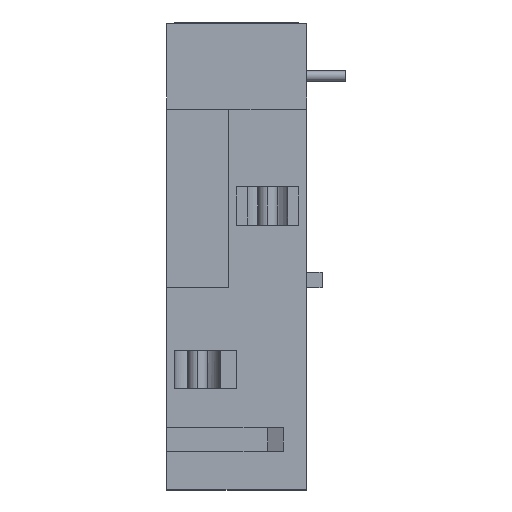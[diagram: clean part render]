
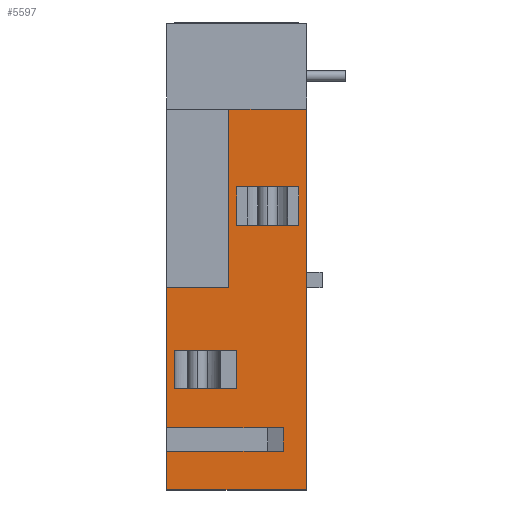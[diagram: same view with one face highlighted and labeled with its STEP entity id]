
A CAD part, front view. The second image highlights one B-rep face of the part: STEP entity #5597.
In plain terms, the highlighted planar face has unit normal (0, -1, 0).
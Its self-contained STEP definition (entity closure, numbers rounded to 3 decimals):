
#820=DIRECTION('',(0.,0.,-1.));
#821=VECTOR('',#820,26.);
#822=CARTESIAN_POINT('',(8.998,-43.,26.));
#823=LINE('',#822,#821);
#848=DIRECTION('',(0.,0.,-1.));
#849=VECTOR('',#848,21.);
#850=CARTESIAN_POINT('',(8.998,-43.,49.));
#851=LINE('',#850,#849);
#1423=DIRECTION('',(0.,0.,1.));
#1424=VECTOR('',#1423,5.);
#1425=CARTESIAN_POINT('',(-9.002,-43.,0.));
#1426=LINE('',#1425,#1424);
#1507=DIRECTION('',(0.,0.,1.));
#1508=VECTOR('',#1507,18.);
#1509=CARTESIAN_POINT('',(-9.002,-43.,8.));
#1510=LINE('',#1509,#1508);
#1585=DIRECTION('',(-1.,0.,0.));
#1586=VECTOR('',#1585,15.);
#1587=CARTESIAN_POINT('',(5.998,-43.,8.));
#1588=LINE('',#1587,#1586);
#1627=DIRECTION('',(1.,0.,0.));
#1628=VECTOR('',#1627,15.);
#1629=CARTESIAN_POINT('',(-9.002,-43.,5.));
#1630=LINE('',#1629,#1628);
#1648=DIRECTION('',(0.,0.,1.));
#1649=VECTOR('',#1648,3.);
#1650=CARTESIAN_POINT('',(5.998,-43.,5.));
#1651=LINE('',#1650,#1649);
#1655=DIRECTION('',(1.,0.,0.));
#1656=VECTOR('',#1655,18.);
#1657=CARTESIAN_POINT('',(-9.002,-43.,0.));
#1658=LINE('',#1657,#1656);
#1685=DIRECTION('',(1.,0.,0.));
#1686=VECTOR('',#1685,8.);
#1687=CARTESIAN_POINT('',(-9.002,-43.,26.));
#1688=LINE('',#1687,#1686);
#1757=DIRECTION('',(-1.,0.,0.));
#1758=VECTOR('',#1757,8.);
#1759=CARTESIAN_POINT('',(-0.002,-43.,18.));
#1760=LINE('',#1759,#1758);
#1785=DIRECTION('',(0.,0.,-1.));
#1786=VECTOR('',#1785,5.);
#1787=CARTESIAN_POINT('',(-8.002,-43.,18.));
#1788=LINE('',#1787,#1786);
#1896=DIRECTION('',(1.,0.,0.));
#1897=VECTOR('',#1896,8.);
#1898=CARTESIAN_POINT('',(-8.002,-43.,13.));
#1899=LINE('',#1898,#1897);
#1952=DIRECTION('',(0.,0.,1.));
#1953=VECTOR('',#1952,5.);
#1954=CARTESIAN_POINT('',(-0.002,-43.,13.));
#1955=LINE('',#1954,#1953);
#1966=DIRECTION('',(1.,0.,0.));
#1967=VECTOR('',#1966,10.);
#1968=CARTESIAN_POINT('',(-1.002,-43.,49.));
#1969=LINE('',#1968,#1967);
#2017=DIRECTION('',(0.,0.,1.));
#2018=VECTOR('',#2017,23.);
#2019=CARTESIAN_POINT('',(-1.002,-43.,26.));
#2020=LINE('',#2019,#2018);
#2147=DIRECTION('',(-1.,0.,0.));
#2148=VECTOR('',#2147,8.);
#2149=CARTESIAN_POINT('',(7.998,-43.,39.));
#2150=LINE('',#2149,#2148);
#2161=DIRECTION('',(0.,0.,-1.));
#2162=VECTOR('',#2161,5.);
#2163=CARTESIAN_POINT('',(-0.002,-43.,39.));
#2164=LINE('',#2163,#2162);
#2168=DIRECTION('',(1.,0.,0.));
#2169=VECTOR('',#2168,8.);
#2170=CARTESIAN_POINT('',(-0.002,-43.,34.));
#2171=LINE('',#2170,#2169);
#2182=DIRECTION('',(0.,0.,1.));
#2183=VECTOR('',#2182,5.);
#2184=CARTESIAN_POINT('',(7.998,-43.,34.));
#2185=LINE('',#2184,#2183);
#2196=DIRECTION('',(0.,0.,-1.));
#2197=VECTOR('',#2196,2.);
#2198=CARTESIAN_POINT('',(8.998,-43.,28.));
#2199=LINE('',#2198,#2197);
#4002=CARTESIAN_POINT('',(8.998,-43.,0.));
#4003=VERTEX_POINT('',#4002);
#4004=CARTESIAN_POINT('',(-9.002,-43.,0.));
#4005=VERTEX_POINT('',#4004);
#4006=CARTESIAN_POINT('',(5.998,-43.,5.));
#4007=CARTESIAN_POINT('',(5.998,-43.,8.));
#4008=VERTEX_POINT('',#4006);
#4009=VERTEX_POINT('',#4007);
#4010=CARTESIAN_POINT('',(-9.002,-43.,5.));
#4011=VERTEX_POINT('',#4010);
#4012=CARTESIAN_POINT('',(8.998,-43.,26.));
#4013=VERTEX_POINT('',#4012);
#4014=CARTESIAN_POINT('',(8.998,-43.,28.));
#4015=VERTEX_POINT('',#4014);
#4016=CARTESIAN_POINT('',(8.998,-43.,49.));
#4017=VERTEX_POINT('',#4016);
#4018=CARTESIAN_POINT('',(-1.002,-43.,49.));
#4019=VERTEX_POINT('',#4018);
#4020=CARTESIAN_POINT('',(-1.002,-43.,26.));
#4021=VERTEX_POINT('',#4020);
#4022=CARTESIAN_POINT('',(-9.002,-43.,26.));
#4023=VERTEX_POINT('',#4022);
#4024=CARTESIAN_POINT('',(-9.002,-43.,8.));
#4025=VERTEX_POINT('',#4024);
#4026=CARTESIAN_POINT('',(-8.002,-43.,13.));
#4027=CARTESIAN_POINT('',(-0.002,-43.,13.));
#4028=VERTEX_POINT('',#4026);
#4029=VERTEX_POINT('',#4027);
#4030=CARTESIAN_POINT('',(-8.002,-43.,18.));
#4031=VERTEX_POINT('',#4030);
#4032=CARTESIAN_POINT('',(-0.002,-43.,18.));
#4033=VERTEX_POINT('',#4032);
#4034=CARTESIAN_POINT('',(-0.002,-43.,39.));
#4035=CARTESIAN_POINT('',(-0.002,-43.,34.));
#4036=VERTEX_POINT('',#4034);
#4037=VERTEX_POINT('',#4035);
#4038=CARTESIAN_POINT('',(7.998,-43.,39.));
#4039=VERTEX_POINT('',#4038);
#4040=CARTESIAN_POINT('',(7.998,-43.,34.));
#4041=VERTEX_POINT('',#4040);
#5553=CARTESIAN_POINT('',(-10.814,-43.,53.912));
#5554=DIRECTION('',(0.,-1.,0.));
#5555=DIRECTION('',(1.,0.,0.));
#5556=AXIS2_PLACEMENT_3D('',#5553,#5554,#5555);
#5557=PLANE('',#5556);
#5558=ORIENTED_EDGE('',*,*,#5540,.T.);
#5559=ORIENTED_EDGE('',*,*,#5477,.T.);
#5560=ORIENTED_EDGE('',*,*,#5415,.T.);
#5562=ORIENTED_EDGE('',*,*,#5561,.T.);
#5564=ORIENTED_EDGE('',*,*,#5563,.T.);
#5566=ORIENTED_EDGE('',*,*,#5565,.T.);
#5567=ORIENTED_EDGE('',*,*,#4769,.T.);
#5569=ORIENTED_EDGE('',*,*,#5568,.T.);
#5570=ORIENTED_EDGE('',*,*,#4761,.T.);
#5572=ORIENTED_EDGE('',*,*,#5571,.F.);
#5573=ORIENTED_EDGE('',*,*,#5384,.T.);
#5574=ORIENTED_EDGE('',*,*,#5519,.T.);
#5575=EDGE_LOOP('',(#5558,#5559,#5560,#5562,#5564,#5566,#5567,#5569,#5570,#5572,
#5573,#5574));
#5576=FACE_OUTER_BOUND('',#5575,.F.);
#5578=ORIENTED_EDGE('',*,*,#5577,.T.);
#5580=ORIENTED_EDGE('',*,*,#5579,.T.);
#5582=ORIENTED_EDGE('',*,*,#5581,.T.);
#5584=ORIENTED_EDGE('',*,*,#5583,.T.);
#5585=EDGE_LOOP('',(#5578,#5580,#5582,#5584));
#5586=FACE_BOUND('',#5585,.F.);
#5588=ORIENTED_EDGE('',*,*,#5587,.T.);
#5590=ORIENTED_EDGE('',*,*,#5589,.T.);
#5592=ORIENTED_EDGE('',*,*,#5591,.T.);
#5594=ORIENTED_EDGE('',*,*,#5593,.T.);
#5595=EDGE_LOOP('',(#5588,#5590,#5592,#5594));
#5596=FACE_BOUND('',#5595,.F.);
#4761=EDGE_CURVE('',#4013,#4003,#823,.T.);
#4769=EDGE_CURVE('',#4017,#4015,#851,.T.);
#5384=EDGE_CURVE('',#4005,#4011,#1426,.T.);
#5415=EDGE_CURVE('',#4025,#4023,#1510,.T.);
#5477=EDGE_CURVE('',#4009,#4025,#1588,.T.);
#5519=EDGE_CURVE('',#4011,#4008,#1630,.T.);
#5540=EDGE_CURVE('',#4008,#4009,#1651,.T.);
#5561=EDGE_CURVE('',#4023,#4021,#1688,.T.);
#5563=EDGE_CURVE('',#4021,#4019,#2020,.T.);
#5565=EDGE_CURVE('',#4019,#4017,#1969,.T.);
#5568=EDGE_CURVE('',#4015,#4013,#2199,.T.);
#5571=EDGE_CURVE('',#4005,#4003,#1658,.T.);
#5577=EDGE_CURVE('',#4029,#4033,#1955,.T.);
#5579=EDGE_CURVE('',#4033,#4031,#1760,.T.);
#5581=EDGE_CURVE('',#4031,#4028,#1788,.T.);
#5583=EDGE_CURVE('',#4028,#4029,#1899,.T.);
#5587=EDGE_CURVE('',#4037,#4041,#2171,.T.);
#5589=EDGE_CURVE('',#4041,#4039,#2185,.T.);
#5591=EDGE_CURVE('',#4039,#4036,#2150,.T.);
#5593=EDGE_CURVE('',#4036,#4037,#2164,.T.);
#5597=ADVANCED_FACE('',(#5576,#5586,#5596),#5557,.T.);
